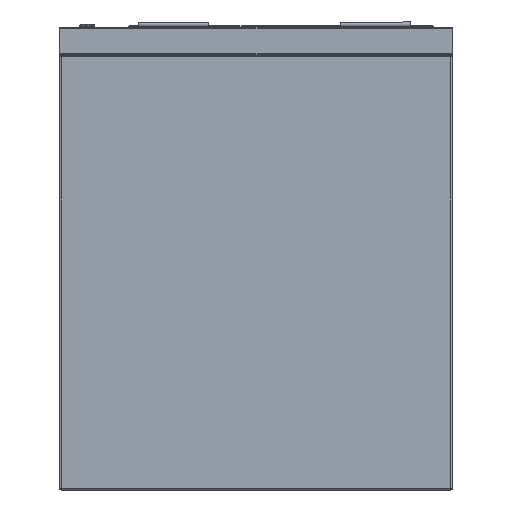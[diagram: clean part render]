
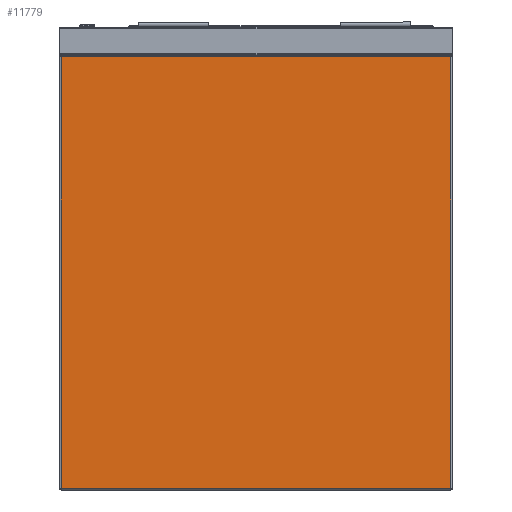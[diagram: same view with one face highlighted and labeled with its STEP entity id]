
A CAD part, left-side view. The second image highlights one B-rep face of the part: STEP entity #11779.
In plain terms, the highlighted planar face has unit normal (-1, 0, 0).
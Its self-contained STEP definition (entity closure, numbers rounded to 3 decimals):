
#529 = VERTEX_POINT ( 'NONE', #1031 ) ;
#1031 = CARTESIAN_POINT ( 'NONE',  ( -260., 278., -658. ) ) ;
#1820 = ORIENTED_EDGE ( 'NONE', *, *, #27002, .T. ) ;
#4246 = DIRECTION ( 'NONE',  ( 0., 0., 1. ) ) ;
#4317 = DIRECTION ( 'NONE',  ( 0., 0., -1. ) ) ;
#6734 = EDGE_CURVE ( 'NONE', #529, #14215, #7258, .T. ) ;
#6853 = CARTESIAN_POINT ( 'NONE',  ( -260., -278., -660. ) ) ;
#7258 = LINE ( 'NONE', #17310, #27046 ) ;
#7575 = VECTOR ( 'NONE', #4317, 1000. ) ;
#8632 = ORIENTED_EDGE ( 'NONE', *, *, #6734, .T. ) ;
#9199 = EDGE_LOOP ( 'NONE', ( #1820, #28118, #15141, #8632 ) ) ;
#9660 = CARTESIAN_POINT ( 'NONE',  ( -260., 278., -42. ) ) ;
#11462 = LINE ( 'NONE', #6853, #12088 ) ;
#11779 = ADVANCED_FACE ( 'Fl�che7', ( #26690 ), #21436, .T. ) ;
#12088 = VECTOR ( 'NONE', #4246, 1000. ) ;
#12370 = DIRECTION ( 'NONE',  ( 0., -1., 0. ) ) ;
#13307 = CARTESIAN_POINT ( 'NONE',  ( -260., 280., -42. ) ) ;
#14215 = VERTEX_POINT ( 'NONE', #17857 ) ;
#14658 = EDGE_CURVE ( 'NONE', #25437, #21910, #20745, .T. ) ;
#15141 = ORIENTED_EDGE ( 'NONE', *, *, #32079, .T. ) ;
#16414 = VECTOR ( 'NONE', #23380, 1000. ) ;
#17310 = CARTESIAN_POINT ( 'NONE',  ( -260., -280., -658. ) ) ;
#17857 = CARTESIAN_POINT ( 'NONE',  ( -260., -278., -658. ) ) ;
#19123 = CARTESIAN_POINT ( 'NONE',  ( -260., 278., -660. ) ) ;
#20745 = LINE ( 'NONE', #13307, #16414 ) ;
#21436 = PLANE ( 'NONE',  #22347 ) ;
#21910 = VERTEX_POINT ( 'NONE', #9660 ) ;
#22347 = AXIS2_PLACEMENT_3D ( 'NONE', #24372, #24533, #27008 ) ;
#23380 = DIRECTION ( 'NONE',  ( 0., 1., 0. ) ) ;
#23746 = LINE ( 'NONE', #19123, #7575 ) ;
#24372 = CARTESIAN_POINT ( 'NONE',  ( -260., -280., -660. ) ) ;
#24533 = DIRECTION ( 'NONE',  ( -1., 0., 0. ) ) ;
#25437 = VERTEX_POINT ( 'NONE', #27784 ) ;
#26690 = FACE_OUTER_BOUND ( 'NONE', #9199, .T. ) ;
#27002 = EDGE_CURVE ( 'NONE', #14215, #25437, #11462, .T. ) ;
#27008 = DIRECTION ( 'NONE',  ( 0., 0., 1. ) ) ;
#27046 = VECTOR ( 'NONE', #12370, 1000. ) ;
#27784 = CARTESIAN_POINT ( 'NONE',  ( -260., -278., -42. ) ) ;
#28118 = ORIENTED_EDGE ( 'NONE', *, *, #14658, .T. ) ;
#32079 = EDGE_CURVE ( 'NONE', #21910, #529, #23746, .T. ) ;
